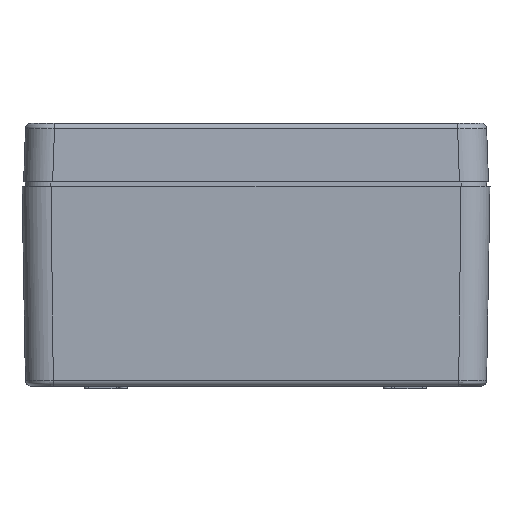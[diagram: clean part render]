
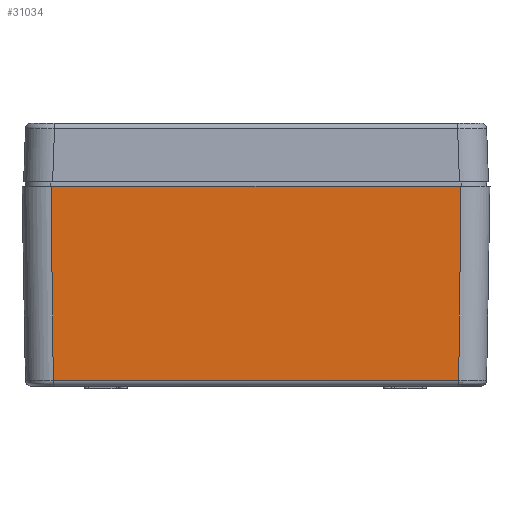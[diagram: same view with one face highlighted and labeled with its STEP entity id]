
A CAD part, left-side view. The second image highlights one B-rep face of the part: STEP entity #31034.
In plain terms, the highlighted planar face has unit normal (-1, 0, -0.018).
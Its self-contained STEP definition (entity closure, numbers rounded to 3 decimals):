
#28686 = VERTEX_POINT('',#28687);
#28687 = CARTESIAN_POINT('',(-179.332,69.643,
    -68.335));
#28696 = VERTEX_POINT('',#28697);
#28697 = CARTESIAN_POINT('',(-179.332,-70.043,
    -68.335));
#28710 = EDGE_CURVE('',#28696,#28686,#28711,.T.);
#28711 = LINE('',#28712,#28713);
#28712 = CARTESIAN_POINT('',(-179.332,-0.2,
    -68.335));
#28713 = VECTOR('',#28714,1.);
#28714 = DIRECTION('',(-0.,1.,-0.));
#31034 = ADVANCED_FACE('',(#31035),#31060,.T.);
#31035 = FACE_BOUND('',#31036,.T.);
#31036 = EDGE_LOOP('',(#31037,#31045,#31046,#31054));
#31037 = ORIENTED_EDGE('',*,*,#31038,.T.);
#31038 = EDGE_CURVE('',#31039,#28686,#31041,.T.);
#31039 = VERTEX_POINT('',#31040);
#31040 = CARTESIAN_POINT('',(-180.499,70.43,
    -1.5));
#31041 = LINE('',#31042,#31043);
#31042 = CARTESIAN_POINT('',(-180.499,70.43,
    -1.5));
#31043 = VECTOR('',#31044,1.);
#31044 = DIRECTION('',(0.017,-0.012,
    -1.));
#31045 = ORIENTED_EDGE('',*,*,#28710,.F.);
#31046 = ORIENTED_EDGE('',*,*,#31047,.T.);
#31047 = EDGE_CURVE('',#28696,#31048,#31050,.T.);
#31048 = VERTEX_POINT('',#31049);
#31049 = CARTESIAN_POINT('',(-180.499,-70.83,
    -1.5));
#31050 = LINE('',#31051,#31052);
#31051 = CARTESIAN_POINT('',(-179.332,-70.043,
    -68.335));
#31052 = VECTOR('',#31053,1.);
#31053 = DIRECTION('',(-0.017,-0.012,
    1.));
#31054 = ORIENTED_EDGE('',*,*,#31055,.T.);
#31055 = EDGE_CURVE('',#31048,#31039,#31056,.T.);
#31056 = LINE('',#31057,#31058);
#31057 = CARTESIAN_POINT('',(-180.499,79.9,-1.5));
#31058 = VECTOR('',#31059,1.);
#31059 = DIRECTION('',(0.,1.,-0.));
#31060 = PLANE('',#31061);
#31061 = AXIS2_PLACEMENT_3D('',#31062,#31063,#31064);
#31062 = CARTESIAN_POINT('',(-180.853,79.9,18.768));
#31063 = DIRECTION('',(-1.,0.,-0.017));
#31064 = DIRECTION('',(-0.017,0.,1.));
